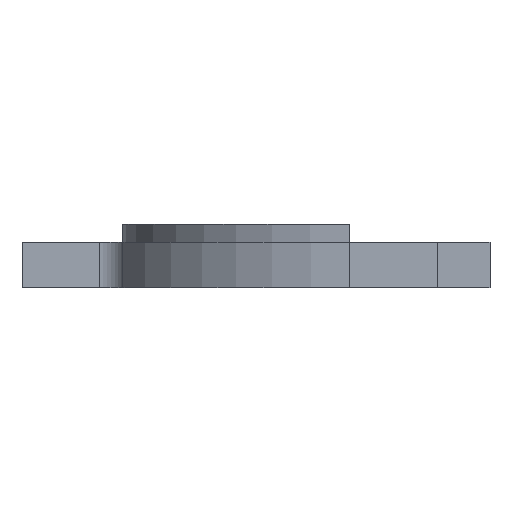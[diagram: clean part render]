
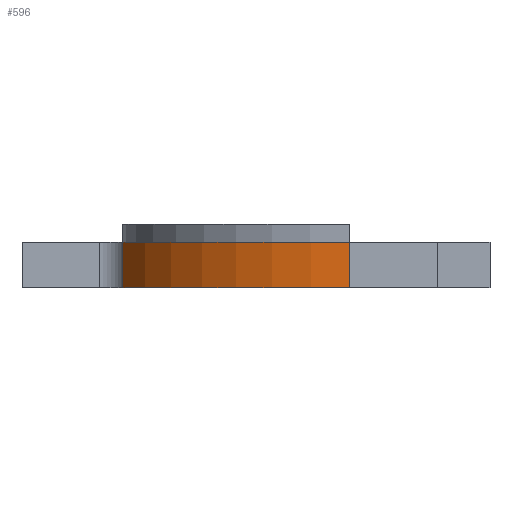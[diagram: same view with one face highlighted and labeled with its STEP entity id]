
A CAD part, front view. The second image highlights one B-rep face of the part: STEP entity #596.
In plain terms, the highlighted cylindrical face has radius 57 mm (diameter 114 mm), a partial arc.
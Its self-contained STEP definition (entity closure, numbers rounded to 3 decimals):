
#21 = AXIS2_PLACEMENT_3D ( 'NONE', #142, #819, #1409 ) ;
#70 = EDGE_CURVE ( 'NONE', #1275, #1212, #1467, .T. ) ;
#129 = CYLINDRICAL_SURFACE ( 'NONE', #21, 57. ) ;
#137 = FACE_OUTER_BOUND ( 'NONE', #1062, .T. ) ;
#142 = CARTESIAN_POINT ( 'NONE',  ( 1.448, -66.5, -136.744 ) ) ;
#148 = CARTESIAN_POINT ( 'NONE',  ( 1.448, -66.5, -10. ) ) ;
#153 = CARTESIAN_POINT ( 'NONE',  ( -48.443, -94.066, -10. ) ) ;
#176 = CARTESIAN_POINT ( 'NONE',  ( 1.448, -123.5, 0. ) ) ;
#225 = CARTESIAN_POINT ( 'NONE',  ( -48.443, -94.066, 0. ) ) ;
#227 = AXIS2_PLACEMENT_3D ( 'NONE', #148, #630, #268 ) ;
#268 = DIRECTION ( 'NONE',  ( -1., 0., 0. ) ) ;
#391 = EDGE_CURVE ( 'NONE', #739, #684, #845, .T. ) ;
#432 = DIRECTION ( 'NONE',  ( 1., 0., 0. ) ) ;
#436 = EDGE_CURVE ( 'NONE', #684, #1212, #727, .T. ) ;
#445 = CARTESIAN_POINT ( 'NONE',  ( 1.448, -66.5, 0. ) ) ;
#447 = DIRECTION ( 'NONE',  ( 0., 0., 1. ) ) ;
#526 = ORIENTED_EDGE ( 'NONE', *, *, #391, .T. ) ;
#596 = ADVANCED_FACE ( 'NONE', ( #137 ), #129, .T. ) ;
#630 = DIRECTION ( 'NONE',  ( 0., 0., 1. ) ) ;
#684 = VERTEX_POINT ( 'NONE', #809 ) ;
#721 = ORIENTED_EDGE ( 'NONE', *, *, #436, .T. ) ;
#727 = LINE ( 'NONE', #1507, #1417 ) ;
#739 = VERTEX_POINT ( 'NONE', #153 ) ;
#804 = ORIENTED_EDGE ( 'NONE', *, *, #885, .T. ) ;
#809 = CARTESIAN_POINT ( 'NONE',  ( 1.448, -123.5, -10. ) ) ;
#815 = DIRECTION ( 'NONE',  ( 0., 0., 1. ) ) ;
#819 = DIRECTION ( 'NONE',  ( 0., 0., 1. ) ) ;
#845 = CIRCLE ( 'NONE', #227, 57. ) ;
#885 = EDGE_CURVE ( 'NONE', #1275, #739, #1003, .T. ) ;
#894 = ORIENTED_EDGE ( 'NONE', *, *, #70, .F. ) ;
#994 = AXIS2_PLACEMENT_3D ( 'NONE', #445, #815, #432 ) ;
#996 = DIRECTION ( 'NONE',  ( 0., 0., -1. ) ) ;
#1003 = LINE ( 'NONE', #1026, #1263 ) ;
#1026 = CARTESIAN_POINT ( 'NONE',  ( -48.443, -94.066, -136.744 ) ) ;
#1062 = EDGE_LOOP ( 'NONE', ( #894, #804, #526, #721 ) ) ;
#1212 = VERTEX_POINT ( 'NONE', #176 ) ;
#1263 = VECTOR ( 'NONE', #996, 1000. ) ;
#1275 = VERTEX_POINT ( 'NONE', #225 ) ;
#1409 = DIRECTION ( 'NONE',  ( 1., 0., 0. ) ) ;
#1417 = VECTOR ( 'NONE', #447, 1000. ) ;
#1467 = CIRCLE ( 'NONE', #994, 57. ) ;
#1507 = CARTESIAN_POINT ( 'NONE',  ( 1.448, -123.5, -136.744 ) ) ;
